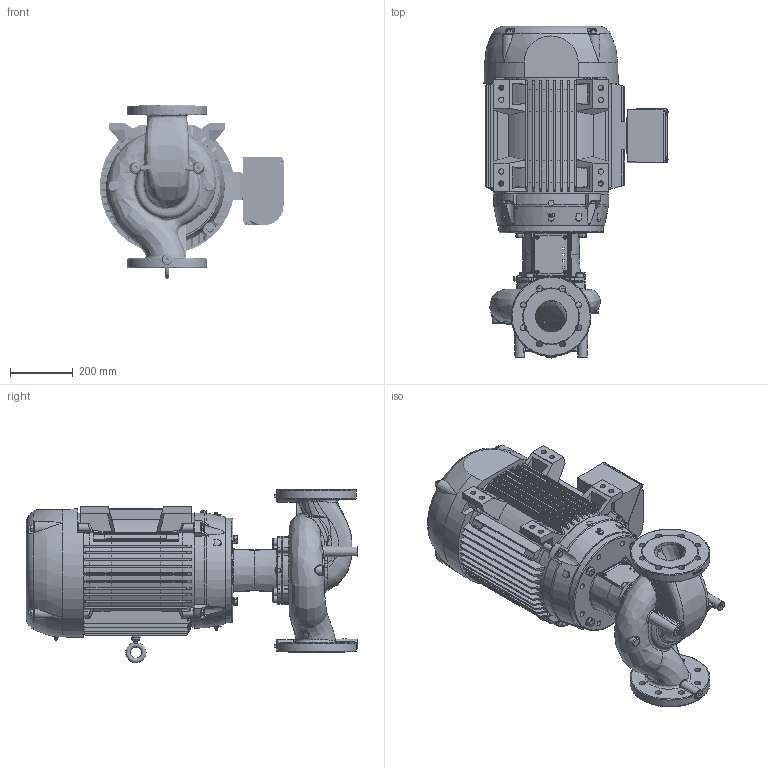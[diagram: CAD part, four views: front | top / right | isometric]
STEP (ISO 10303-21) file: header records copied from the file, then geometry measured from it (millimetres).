
FILE_DESCRIPTION(/* description */ (''),/* implementation_level */ '2;1');
FILE_NAME(/* name */ '2760790 - PUMP IL4-140_1600-2-S1E 460V_3_60 TEFC_Shrinkwrap_1.stp',/* time_stamp */ '2022-03-24T16:40:32-05:00',/* author */ ('faliszekte'),/* organization */ (''),/* preprocessor_version */ 'ST-DEVELOPER v18.1',/* originating_system */ 'Autodesk Inventor 2021',/* authorisation */ '');
FILE_SCHEMA (('AUTOMOTIVE_DESIGN { 1 0 10303 214 3 1 1 }'));
Products named in the file (1): 2760790 - PUMP IL4-140_1600-2-S1E 460V_3_60 TEFC_Shrinkwrap_1
Bounding box: 587.03 x 1058.06 x 553.77 mm (x, y, z)
Surface area: 3175688.4 mm2 (no closed solid volume)
Topology: 0 solids, 46 shells, 2884 faces, 8872 edges, 5914 vertices
Faces by surface type: plane 924, cylinder 716, bspline 530, cone 475, torus 141, sphere 98
Full cylindrical faces by diameter (mm): 3.768 x1, 8.141 x10, 8.179 x8, 8.6 x2, 9 x8, 9.85 x3, 10.369 x1, 10.445 x1, 11 x8, 11.1 x1, 12.7 x16, 12.875 x64, 13.208 x4, 13.495 x2, 15.875 x60, 16.764 x8, 17.5 x8, 19.05 x16, 23.812 x4, 26.162 x1, 42 x1, 47.612 x1, 48.05 x1, 115.05 x1, 254 x2, 317.462 x1
Entity records: 189041 total; most frequent: CARTESIAN_POINT 112859, ORIENTED_EDGE 15837, DIRECTION 14081, EDGE_CURVE 8844, VERTEX_POINT 5914, AXIS2_PLACEMENT_3D 5466, LINE 3149, VECTOR 3149
